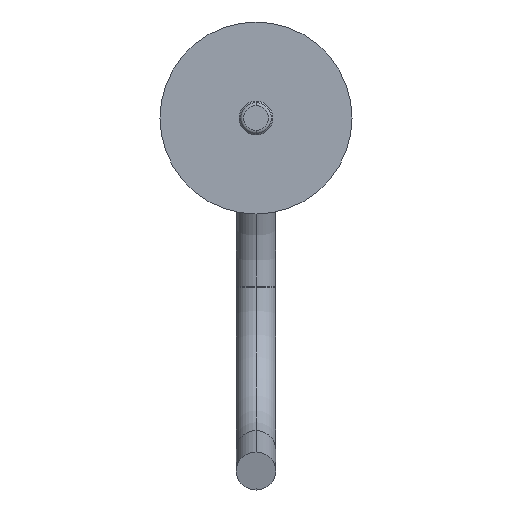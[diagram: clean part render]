
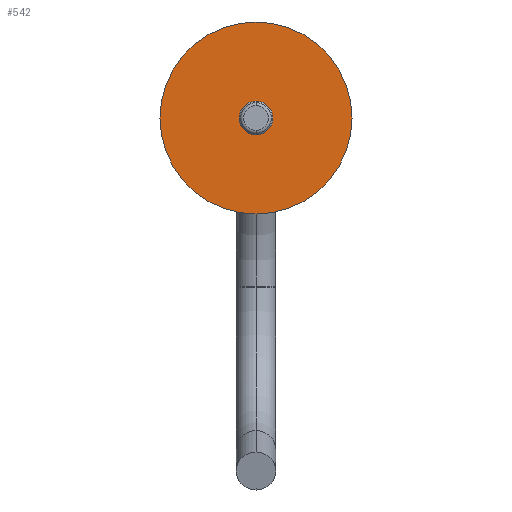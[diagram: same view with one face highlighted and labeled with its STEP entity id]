
A CAD part, front view. The second image highlights one B-rep face of the part: STEP entity #542.
In plain terms, the highlighted planar face has unit normal (0, -1, 0).
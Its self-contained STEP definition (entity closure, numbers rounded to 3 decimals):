
#32 = EDGE_CURVE ( 'NONE', #1124, #1127, #1787, .T. ) ;
#103 = DIRECTION ( 'NONE',  ( 0., -1., 0. ) ) ;
#161 = AXIS2_PLACEMENT_3D ( 'NONE', #681, #1368, #516 ) ;
#275 = DIRECTION ( 'NONE',  ( 0., -1., 0. ) ) ;
#395 = DIRECTION ( 'NONE',  ( 0., 0., 1. ) ) ;
#423 = CARTESIAN_POINT ( 'NONE',  ( 0., 0., 10.3 ) ) ;
#452 = DIRECTION ( 'NONE',  ( 0., 0., -1. ) ) ;
#505 = CIRCLE ( 'NONE', #1265, 58.5 ) ;
#516 = DIRECTION ( 'NONE',  ( 0., 0., -1. ) ) ;
#542 = ADVANCED_FACE ( 'NONE', ( #670, #1972 ), #1918, .F. ) ;
#670 = FACE_OUTER_BOUND ( 'NONE', #1457, .T. ) ;
#681 = CARTESIAN_POINT ( 'NONE',  ( 0., 0., 0. ) ) ;
#688 = VERTEX_POINT ( 'NONE', #423 ) ;
#741 = ORIENTED_EDGE ( 'NONE', *, *, #32, .T. ) ;
#800 = EDGE_CURVE ( 'NONE', #1127, #1124, #505, .T. ) ;
#901 = ORIENTED_EDGE ( 'NONE', *, *, #800, .T. ) ;
#1050 = CARTESIAN_POINT ( 'NONE',  ( 0., 0., -10.3 ) ) ;
#1097 = CIRCLE ( 'NONE', #161, 10.3 ) ;
#1121 = EDGE_CURVE ( 'NONE', #1188, #688, #1097, .T. ) ;
#1124 = VERTEX_POINT ( 'NONE', #1721 ) ;
#1127 = VERTEX_POINT ( 'NONE', #2045 ) ;
#1138 = AXIS2_PLACEMENT_3D ( 'NONE', #1218, #1564, #395 ) ;
#1188 = VERTEX_POINT ( 'NONE', #1050 ) ;
#1218 = CARTESIAN_POINT ( 'NONE',  ( 0., 0., 0. ) ) ;
#1234 = AXIS2_PLACEMENT_3D ( 'NONE', #1964, #275, #1812 ) ;
#1265 = AXIS2_PLACEMENT_3D ( 'NONE', #1305, #103, #1956 ) ;
#1305 = CARTESIAN_POINT ( 'NONE',  ( 0., 0., 0. ) ) ;
#1368 = DIRECTION ( 'NONE',  ( 0., -1., 0. ) ) ;
#1457 = EDGE_LOOP ( 'NONE', ( #901, #741 ) ) ;
#1535 = EDGE_LOOP ( 'NONE', ( #1706, #1929 ) ) ;
#1555 = EDGE_CURVE ( 'NONE', #688, #1188, #1606, .T. ) ;
#1564 = DIRECTION ( 'NONE',  ( 0., 1., 0. ) ) ;
#1606 = CIRCLE ( 'NONE', #2122, 10.3 ) ;
#1706 = ORIENTED_EDGE ( 'NONE', *, *, #1555, .F. ) ;
#1721 = CARTESIAN_POINT ( 'NONE',  ( 0., 0., 58.5 ) ) ;
#1787 = CIRCLE ( 'NONE', #1234, 58.5 ) ;
#1812 = DIRECTION ( 'NONE',  ( 0., 0., -1. ) ) ;
#1918 = PLANE ( 'NONE',  #1138 ) ;
#1929 = ORIENTED_EDGE ( 'NONE', *, *, #1121, .F. ) ;
#1956 = DIRECTION ( 'NONE',  ( 0., 0., -1. ) ) ;
#1964 = CARTESIAN_POINT ( 'NONE',  ( 0., 0., 0. ) ) ;
#1972 = FACE_BOUND ( 'NONE', #1535, .T. ) ;
#1978 = CARTESIAN_POINT ( 'NONE',  ( 0., 0., 0. ) ) ;
#2045 = CARTESIAN_POINT ( 'NONE',  ( 0., 0., -58.5 ) ) ;
#2122 = AXIS2_PLACEMENT_3D ( 'NONE', #1978, #2124, #452 ) ;
#2124 = DIRECTION ( 'NONE',  ( 0., -1., 0. ) ) ;
